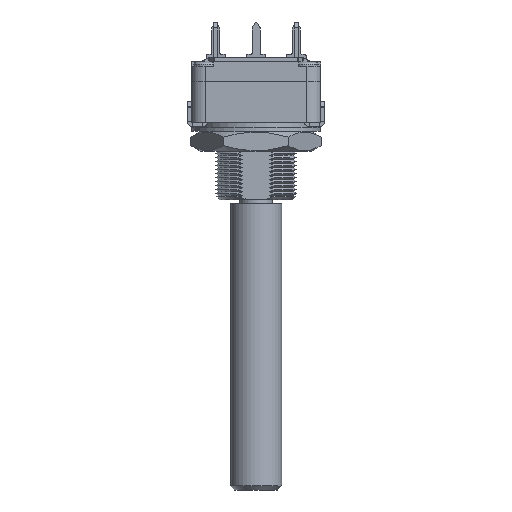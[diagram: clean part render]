
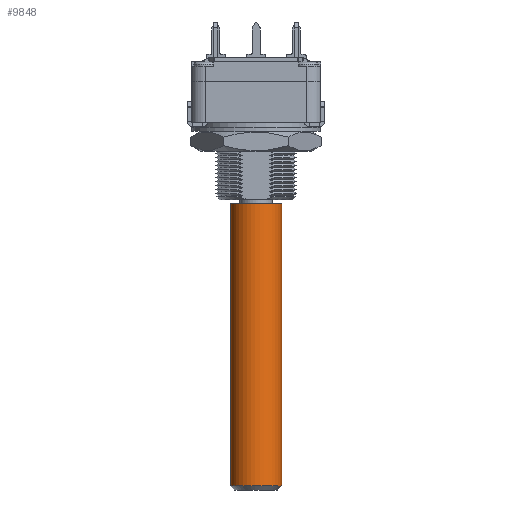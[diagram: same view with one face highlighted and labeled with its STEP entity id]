
A CAD part, front view. The second image highlights one B-rep face of the part: STEP entity #9848.
In plain terms, the highlighted cylindrical face has radius 3.175 mm (diameter 6.35 mm), a full revolution.
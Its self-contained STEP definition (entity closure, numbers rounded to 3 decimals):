
#1287 = CARTESIAN_POINT ( 'NONE',  ( 0., 0., 0.5 ) ) ;
#2417 = ORIENTED_EDGE ( 'NONE', *, *, #17346, .F. ) ;
#3932 = DIRECTION ( 'NONE',  ( 1., 0., 0. ) ) ;
#5142 = VERTEX_POINT ( 'NONE', #25799 ) ;
#8311 = DIRECTION ( 'NONE',  ( 0., 0., -1. ) ) ;
#8448 = DIRECTION ( 'NONE',  ( 0., 0., 1. ) ) ;
#9848 = ADVANCED_FACE ( 'NONE', ( #15448, #22510 ), #21663, .T. ) ;
#12451 = AXIS2_PLACEMENT_3D ( 'NONE', #24346, #8448, #27056 ) ;
#13914 = CIRCLE ( 'NONE', #12451, 3.175 ) ;
#15448 = FACE_OUTER_BOUND ( 'NONE', #21566, .T. ) ;
#17346 = EDGE_CURVE ( 'NONE', #5142, #5142, #13914, .T. ) ;
#19890 = DIRECTION ( 'NONE',  ( 0., 0., 1. ) ) ;
#21032 = EDGE_CURVE ( 'NONE', #30938, #30938, #28812, .T. ) ;
#21566 = EDGE_LOOP ( 'NONE', ( #24385 ) ) ;
#21663 = CYLINDRICAL_SURFACE ( 'NONE', #27347, 3.175 ) ;
#22510 = FACE_OUTER_BOUND ( 'NONE', #25814, .T. ) ;
#23235 = CARTESIAN_POINT ( 'NONE',  ( 3.175, 0., 0.5 ) ) ;
#24346 = CARTESIAN_POINT ( 'NONE',  ( 0., 0., 35.5 ) ) ;
#24385 = ORIENTED_EDGE ( 'NONE', *, *, #21032, .T. ) ;
#25799 = CARTESIAN_POINT ( 'NONE',  ( 3.175, 0., 35.5 ) ) ;
#25814 = EDGE_LOOP ( 'NONE', ( #2417 ) ) ;
#26897 = CARTESIAN_POINT ( 'NONE',  ( 0., 0., 35.5 ) ) ;
#27056 = DIRECTION ( 'NONE',  ( 1., 0., 0. ) ) ;
#27347 = AXIS2_PLACEMENT_3D ( 'NONE', #26897, #8311, #29586 ) ;
#28812 = CIRCLE ( 'NONE', #32659, 3.175 ) ;
#29586 = DIRECTION ( 'NONE',  ( -1., 0., 0. ) ) ;
#30938 = VERTEX_POINT ( 'NONE', #23235 ) ;
#32659 = AXIS2_PLACEMENT_3D ( 'NONE', #1287, #19890, #3932 ) ;
